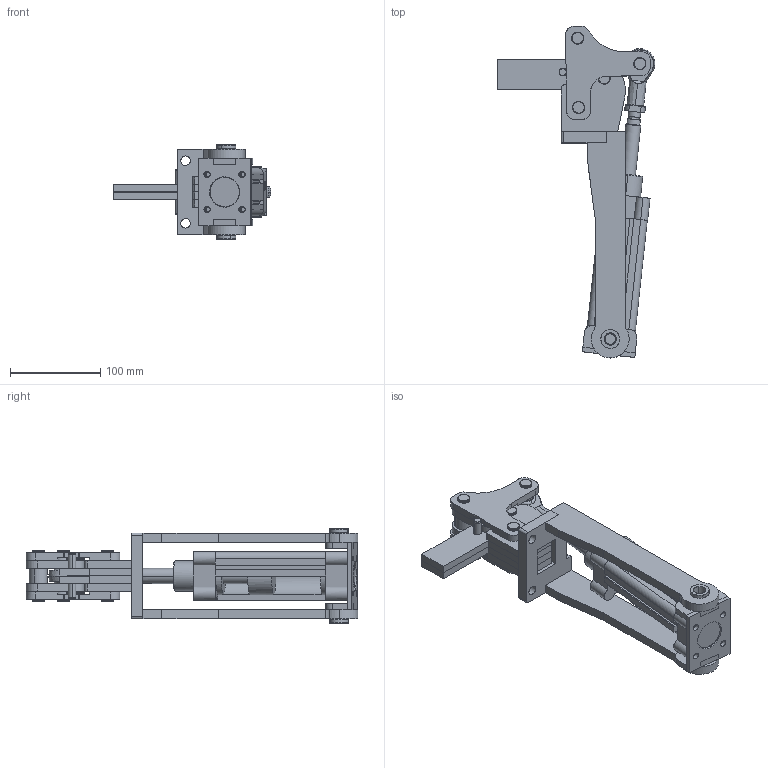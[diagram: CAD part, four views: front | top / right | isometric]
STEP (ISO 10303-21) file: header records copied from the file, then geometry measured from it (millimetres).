
FILE_DESCRIPTION(('FreeCAD Model'),'2;1');
FILE_NAME('Open CASCADE Shape Model','2025-05-08T07:34:28',('FreeCAD'),( 'FreeCAD'),'Open CASCADE STEP processor 7.6','FreeCAD','Unknown');
FILE_SCHEMA(('AUTOMOTIVE_DESIGN { 1 0 10303 214 1 1 1 1 }'));
Length unit declared in the file: millimetre
Products named in the file (1): Open CASCADE STEP translator 7.6 1
Bounding box: 174.8 x 367.63 x 104.43 mm (x, y, z)
Volume: 917908.2 mm3; surface area: 293450.5 mm2
Topology: 30 solids, 30 shells, 720 faces, 1752 edges, 1129 vertices
Faces by surface type: bspline 720
Entity records: 23152 total; most frequent: CARTESIAN_POINT 12843, ORIENTED_EDGE 3496, EDGE_CURVE 1748, B_SPLINE_CURVE_WITH_KNOTS 1130, VERTEX_POINT 1129, FACE_BOUND 845, EDGE_LOOP 845, ADVANCED_FACE 720
